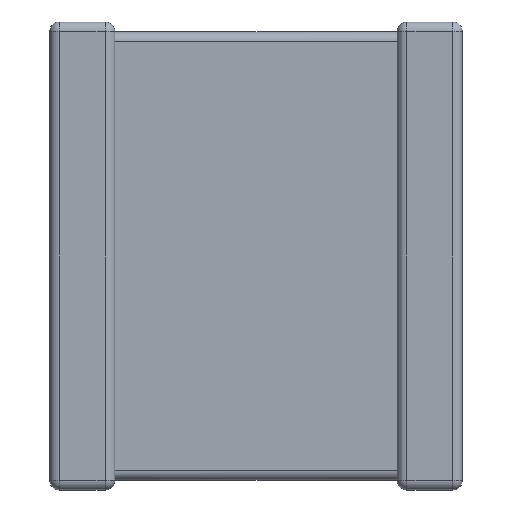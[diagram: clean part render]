
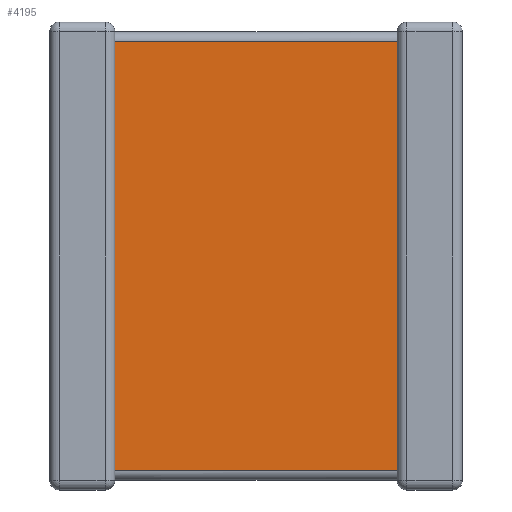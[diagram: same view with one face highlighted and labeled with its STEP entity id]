
A CAD part, front view. The second image highlights one B-rep face of the part: STEP entity #4195.
In plain terms, the highlighted planar face has unit normal (0, -1, 0).
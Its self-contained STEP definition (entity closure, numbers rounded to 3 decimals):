
#235 = CARTESIAN_POINT ( 'NONE',  ( 5.05, 0.141, -0.283 ) ) ;
#418 = DIRECTION ( 'NONE',  ( 0., 0., -1. ) ) ;
#434 = EDGE_LOOP ( 'NONE', ( #4546, #1200, #1861, #3239 ) ) ;
#645 = LINE ( 'NONE', #4283, #4397 ) ;
#845 = CARTESIAN_POINT ( 'NONE',  ( 0.95, 0.141, -0.283 ) ) ;
#902 = LINE ( 'NONE', #1638, #2562 ) ;
#1200 = ORIENTED_EDGE ( 'NONE', *, *, #3221, .T. ) ;
#1221 = CARTESIAN_POINT ( 'NONE',  ( 5.05, 0.141, -6.517 ) ) ;
#1362 = VECTOR ( 'NONE', #2890, 1000. ) ;
#1638 = CARTESIAN_POINT ( 'NONE',  ( 0.95, 0.141, -6.8 ) ) ;
#1687 = VERTEX_POINT ( 'NONE', #845 ) ;
#1791 = DIRECTION ( 'NONE',  ( 1., 0., 0. ) ) ;
#1861 = ORIENTED_EDGE ( 'NONE', *, *, #2898, .T. ) ;
#1898 = PLANE ( 'NONE',  #4610 ) ;
#1938 = CARTESIAN_POINT ( 'NONE',  ( 0.95, 0.141, -0.283 ) ) ;
#2156 = EDGE_CURVE ( 'NONE', #4481, #1687, #4565, .T. ) ;
#2562 = VECTOR ( 'NONE', #4461, 1000. ) ;
#2605 = CARTESIAN_POINT ( 'NONE',  ( 0.95, 0.141, -6.8 ) ) ;
#2713 = CARTESIAN_POINT ( 'NONE',  ( 0.95, 0.141, -6.517 ) ) ;
#2748 = EDGE_CURVE ( 'NONE', #3610, #1687, #902, .T. ) ;
#2890 = DIRECTION ( 'NONE',  ( 0., 0., 1. ) ) ;
#2898 = EDGE_CURVE ( 'NONE', #3045, #4481, #3562, .T. ) ;
#2916 = FACE_OUTER_BOUND ( 'NONE', #434, .T. ) ;
#3045 = VERTEX_POINT ( 'NONE', #1221 ) ;
#3135 = VECTOR ( 'NONE', #3829, 1000. ) ;
#3221 = EDGE_CURVE ( 'NONE', #3610, #3045, #645, .T. ) ;
#3239 = ORIENTED_EDGE ( 'NONE', *, *, #2156, .T. ) ;
#3382 = DIRECTION ( 'NONE',  ( 0., -1., 0. ) ) ;
#3562 = LINE ( 'NONE', #3910, #1362 ) ;
#3610 = VERTEX_POINT ( 'NONE', #2713 ) ;
#3829 = DIRECTION ( 'NONE',  ( -1., 0., 0. ) ) ;
#3910 = CARTESIAN_POINT ( 'NONE',  ( 5.05, 0.141, -6.8 ) ) ;
#4195 = ADVANCED_FACE ( 'NONE', ( #2916 ), #1898, .T. ) ;
#4283 = CARTESIAN_POINT ( 'NONE',  ( 5.05, 0.141, -6.517 ) ) ;
#4397 = VECTOR ( 'NONE', #1791, 1000. ) ;
#4461 = DIRECTION ( 'NONE',  ( 0., 0., 1. ) ) ;
#4481 = VERTEX_POINT ( 'NONE', #235 ) ;
#4546 = ORIENTED_EDGE ( 'NONE', *, *, #2748, .F. ) ;
#4565 = LINE ( 'NONE', #1938, #3135 ) ;
#4610 = AXIS2_PLACEMENT_3D ( 'NONE', #2605, #3382, #418 ) ;
